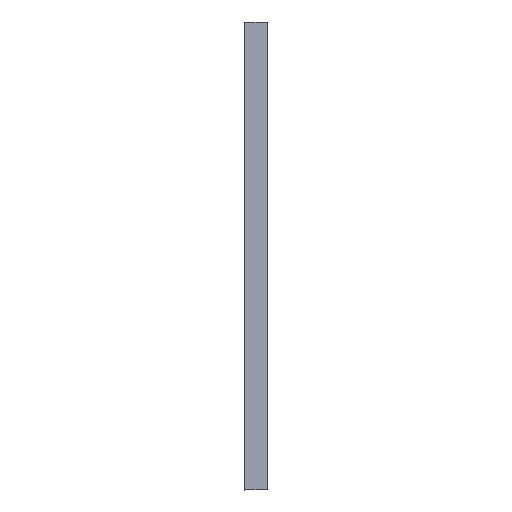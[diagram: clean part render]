
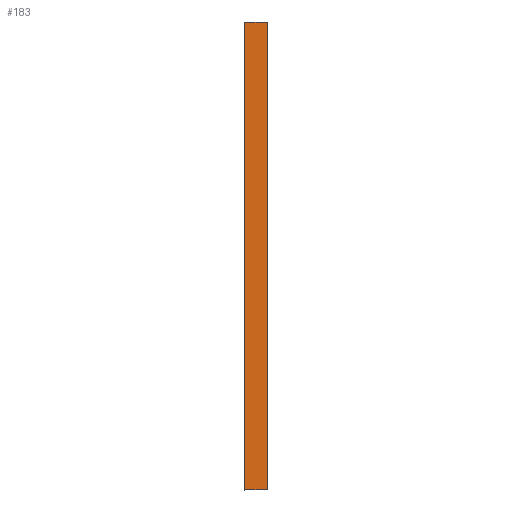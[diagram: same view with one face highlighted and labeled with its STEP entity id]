
A CAD part, front view. The second image highlights one B-rep face of the part: STEP entity #183.
In plain terms, the highlighted planar face has unit normal (0, -1, 0).
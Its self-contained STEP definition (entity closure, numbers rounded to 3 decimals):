
#183=ADVANCED_FACE('',(#227),#216,.T.);
#216=PLANE('',#706);
#227=FACE_OUTER_BOUND('',#261,.T.);
#261=EDGE_LOOP('',(#369,#370,#371,#372));
#369=ORIENTED_EDGE('',*,*,#580,.T.);
#370=ORIENTED_EDGE('',*,*,#581,.F.);
#371=ORIENTED_EDGE('',*,*,#549,.F.);
#372=ORIENTED_EDGE('',*,*,#579,.F.);
#484=VERTEX_POINT('',#935);
#487=VERTEX_POINT('',#943);
#516=VERTEX_POINT('',#1035);
#517=VERTEX_POINT('',#1039);
#549=EDGE_CURVE('',#487,#484,#623,.T.);
#579=EDGE_CURVE('',#516,#487,#632,.T.);
#580=EDGE_CURVE('',#516,#517,#633,.T.);
#581=EDGE_CURVE('',#484,#517,#634,.T.);
#623=LINE('',#944,#654);
#632=LINE('',#1036,#663);
#633=LINE('',#1038,#664);
#634=LINE('',#1040,#665);
#654=VECTOR('',#760,1.);
#663=VECTOR('',#811,1.);
#664=VECTOR('',#814,1.);
#665=VECTOR('',#815,1.);
#706=AXIS2_PLACEMENT_3D('',#1041,#816,#817);
#760=DIRECTION('',(-1.,0.,0.));
#811=DIRECTION('',(0.,0.,-1.));
#814=DIRECTION('',(-1.,0.,0.));
#815=DIRECTION('',(0.,0.,1.));
#816=DIRECTION('',(0.,-1.,0.));
#817=DIRECTION('',(1.,0.,0.));
#935=CARTESIAN_POINT('',(-77.829,-222.663,-68.65));
#943=CARTESIAN_POINT('',(-74.704,-222.663,-68.65));
#944=CARTESIAN_POINT('',(-77.829,-222.663,-68.65));
#1035=CARTESIAN_POINT('',(-74.704,-222.663,-3.125));
#1036=CARTESIAN_POINT('',(-74.704,-222.663,-3.125));
#1038=CARTESIAN_POINT('',(-77.829,-222.663,-3.125));
#1039=CARTESIAN_POINT('',(-77.829,-222.663,-3.125));
#1040=CARTESIAN_POINT('',(-77.829,-222.663,-679.635));
#1041=CARTESIAN_POINT('',(-77.829,-222.663,-679.635));
